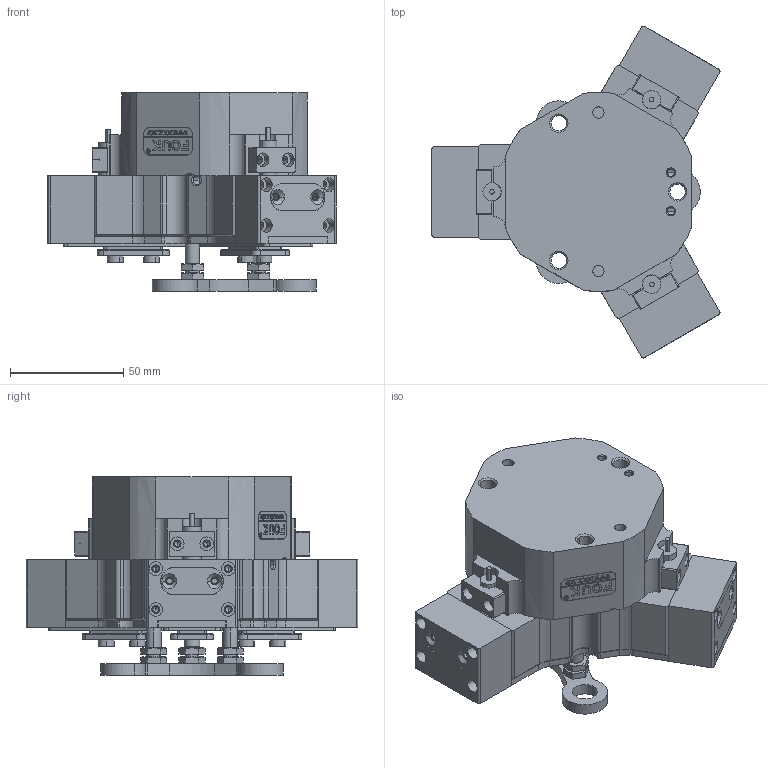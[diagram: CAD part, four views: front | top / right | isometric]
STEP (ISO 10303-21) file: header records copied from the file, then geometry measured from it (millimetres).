
FILE_DESCRIPTION (( 'STEP AP203' ), '1' );
FILE_NAME ('TZ55-113-L-C28-P.STEP', '2024-11-27T08:01:34', ( 'USER-' ), ( 'Microsoft' ), 'SwSTEP 2.0', 'SolidWorks 2018', '' );
FILE_SCHEMA (( 'CONFIG_CONTROL_DESIGN' ));
Length unit declared in the file: millimetre
Products named in the file (21): 7x5-6隅弇杶; TZ55L-11奻葡裔啣极; TZ55-113-L-C28杅耀; 25x12-R3; TZ55-113-L杅耀.sldasm-Part-28; TZ55L-13假蚾薊啣; TZ55-113-L-C28-P; TZ55L-12耜假蚾极; TZ55-113-L杅耀.sldasm-Part-15; TZ55-113-L-15耜猾苤裔; TZ55-113-L杅耀.sldasm-Part-21; TZ55L-14 防尘移动板(默认); TZ55-113-L杅耀.sldasm-Part-6; GB╱T 6174-2016[六角薄螺母 无倒角M6]; 埴翐芛_GB_FASTENER_SCREWS_HSHCS M2X8-N; TZ55-113-L杅耀.sldasm-Part-7; TZ55-113-L杅耀.sldasm-Part-24; 揤輸杅耀.sldasm-Part-9; TZ55-94-C28杅耀.sldasm-Part-27; 揤輸蚾饜极; TZ55-113-L杅耀.sldasm-Part-5
Assembly tree (53 placements, depth 4):
  TZ55-113-L-C28-P
    TZ55L-12耜假蚾极  x3
    TZ55L-11奻葡裔啣极
    TZ55L-13假蚾薊啣  x3
    TZ55L-14 防尘移动板(默认)  x3
    TZ55-113-L-15耜猾苤裔  x3
    7x5-6隅弇杶  x12
    TZ55-113-L-C28杅耀
      TZ55-113-L杅耀.sldasm-Part-5  x2
      TZ55-113-L杅耀.sldasm-Part-6  x2
      TZ55-113-L杅耀.sldasm-Part-7
      TZ55-94-C28杅耀.sldasm-Part-27  x3
      TZ55-113-L杅耀.sldasm-Part-15
      TZ55-113-L杅耀.sldasm-Part-21
      TZ55-113-L杅耀.sldasm-Part-24
      TZ55-113-L杅耀.sldasm-Part-28  x3
      GB╱T 6174-2016[六角薄螺母 无倒角M6]  x6
      揤輸蚾饜极  x3
        揤輸杅耀.sldasm-Part-9
        埴翐芛_GB_FASTENER_SCREWS_HSHCS M2X8-N
      25x12-R3
Bounding box: 127.2 x 146.57 x 87.5 mm (x, y, z)
Volume: 471354 mm3; surface area: 137311.9 mm2
Topology: 55 solids, 64 shells, 2433 faces, 6037 edges, 3761 vertices
Faces by surface type: plane 959, cylinder 759, cone 548, bspline 155, torus 12
Entity records: 52879 total; most frequent: CARTESIAN_POINT 14193, ORIENTED_EDGE 7424, DIRECTION 7264, EDGE_CURVE 3712, AXIS2_PLACEMENT_3D 2531, VERTEX_POINT 2388, VECTOR 2202, LINE 2202
